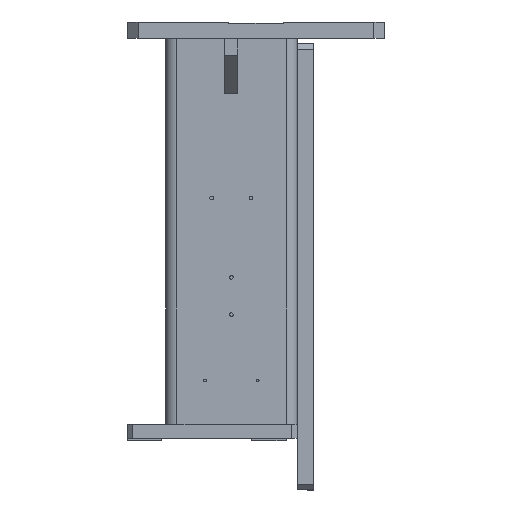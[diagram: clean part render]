
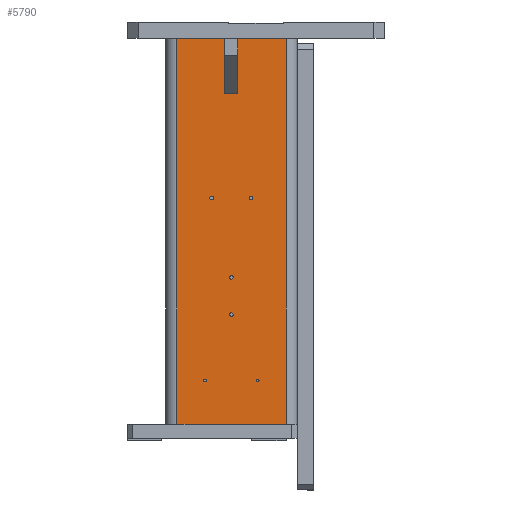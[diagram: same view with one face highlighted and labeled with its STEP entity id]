
A CAD part, front view. The second image highlights one B-rep face of the part: STEP entity #5790.
In plain terms, the highlighted planar face has unit normal (0, -1, 0).
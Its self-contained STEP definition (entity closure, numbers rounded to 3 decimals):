
#20 = CARTESIAN_POINT ( 'NONE',  ( 50., -388., 0. ) ) ;
#52 = CARTESIAN_POINT ( 'NONE',  ( 18., -388., -145.5 ) ) ;
#61 = FACE_BOUND ( 'NONE', #3835, .T. ) ;
#111 = VECTOR ( 'NONE', #4589, 1000. ) ;
#210 = CARTESIAN_POINT ( 'NONE',  ( -24., -388., -312. ) ) ;
#220 = CARTESIAN_POINT ( 'NONE',  ( -18., -388., -145.5 ) ) ;
#393 = VERTEX_POINT ( 'NONE', #6616 ) ;
#402 = CARTESIAN_POINT ( 'NONE',  ( -50., -388., -352. ) ) ;
#480 = VERTEX_POINT ( 'NONE', #3407 ) ;
#504 = EDGE_LOOP ( 'NONE', ( #6221, #5311 ) ) ;
#524 = AXIS2_PLACEMENT_3D ( 'NONE', #2200, #6823, #2879 ) ;
#583 = DIRECTION ( 'NONE',  ( 0., -1., 0. ) ) ;
#641 = AXIS2_PLACEMENT_3D ( 'NONE', #6949, #3008, #7606 ) ;
#756 = DIRECTION ( 'NONE',  ( 0., 0., -1. ) ) ;
#765 = CARTESIAN_POINT ( 'NONE',  ( -50., -388., 0. ) ) ;
#785 = VECTOR ( 'NONE', #2115, 1000. ) ;
#900 = DIRECTION ( 'NONE',  ( 0., 0., -1. ) ) ;
#914 = DIRECTION ( 'NONE',  ( 0., 0., -1. ) ) ;
#928 = DIRECTION ( 'NONE',  ( 0., -1., 0. ) ) ;
#943 = CARTESIAN_POINT ( 'NONE',  ( -18., -388., -145.5 ) ) ;
#963 = EDGE_CURVE ( 'NONE', #8357, #1148, #5238, .T. ) ;
#1052 = EDGE_CURVE ( 'NONE', #1148, #8357, #4838, .T. ) ;
#1058 = ORIENTED_EDGE ( 'NONE', *, *, #1837, .F. ) ;
#1071 = VERTEX_POINT ( 'NONE', #4331 ) ;
#1148 = VERTEX_POINT ( 'NONE', #3862 ) ;
#1198 = VERTEX_POINT ( 'NONE', #7184 ) ;
#1291 = CIRCLE ( 'NONE', #1460, 1.65 ) ;
#1402 = VECTOR ( 'NONE', #6391, 1000. ) ;
#1441 = CARTESIAN_POINT ( 'NONE',  ( 18., -388., -145.5 ) ) ;
#1454 = FACE_BOUND ( 'NONE', #7845, .T. ) ;
#1460 = AXIS2_PLACEMENT_3D ( 'NONE', #52, #4739, #756 ) ;
#1505 = DIRECTION ( 'NONE',  ( 0., 0., 1. ) ) ;
#1578 = EDGE_CURVE ( 'NONE', #5418, #5966, #2658, .T. ) ;
#1612 = DIRECTION ( 'NONE',  ( 0., 0., -1. ) ) ;
#1780 = AXIS2_PLACEMENT_3D ( 'NONE', #2453, #7072, #3141 ) ;
#1837 = EDGE_CURVE ( 'NONE', #1071, #8474, #7795, .T. ) ;
#1864 = DIRECTION ( 'NONE',  ( 0., -1., 0. ) ) ;
#1971 = EDGE_CURVE ( 'NONE', #2627, #480, #6560, .T. ) ;
#2114 = DIRECTION ( 'NONE',  ( 0., 0., -1. ) ) ;
#2115 = DIRECTION ( 'NONE',  ( -1., 0., 0. ) ) ;
#2200 = CARTESIAN_POINT ( 'NONE',  ( 0., -388., -252. ) ) ;
#2260 = AXIS2_PLACEMENT_3D ( 'NONE', #943, #5572, #1612 ) ;
#2278 = ORIENTED_EDGE ( 'NONE', *, *, #7594, .T. ) ;
#2285 = VERTEX_POINT ( 'NONE', #2568 ) ;
#2331 = DIRECTION ( 'NONE',  ( 0., -1., 0. ) ) ;
#2439 = CARTESIAN_POINT ( 'NONE',  ( -24., -388., -310.75 ) ) ;
#2453 = CARTESIAN_POINT ( 'NONE',  ( 0., -388., -218. ) ) ;
#2471 = EDGE_LOOP ( 'NONE', ( #2738, #4913 ) ) ;
#2549 = CIRCLE ( 'NONE', #8097, 1.65 ) ;
#2561 = CARTESIAN_POINT ( 'NONE',  ( 18., -388., -143.85 ) ) ;
#2568 = CARTESIAN_POINT ( 'NONE',  ( -50., -388., 0. ) ) ;
#2605 = ORIENTED_EDGE ( 'NONE', *, *, #6835, .F. ) ;
#2619 = CARTESIAN_POINT ( 'NONE',  ( -50., -388., -352. ) ) ;
#2627 = VERTEX_POINT ( 'NONE', #5591 ) ;
#2658 = CIRCLE ( 'NONE', #641, 1.25 ) ;
#2698 = ORIENTED_EDGE ( 'NONE', *, *, #3133, .F. ) ;
#2738 = ORIENTED_EDGE ( 'NONE', *, *, #5544, .F. ) ;
#2786 = LINE ( 'NONE', #765, #785 ) ;
#2879 = DIRECTION ( 'NONE',  ( 0., 0., -1. ) ) ;
#3008 = DIRECTION ( 'NONE',  ( 0., -1., 0. ) ) ;
#3133 = EDGE_CURVE ( 'NONE', #5386, #2285, #6012, .T. ) ;
#3141 = DIRECTION ( 'NONE',  ( 0., 0., -1. ) ) ;
#3167 = DIRECTION ( 'NONE',  ( -1., 0., 0. ) ) ;
#3179 = LINE ( 'NONE', #402, #1402 ) ;
#3217 = ORIENTED_EDGE ( 'NONE', *, *, #1578, .F. ) ;
#3230 = FACE_BOUND ( 'NONE', #504, .T. ) ;
#3270 = CARTESIAN_POINT ( 'NONE',  ( 50., -388., -352. ) ) ;
#3289 = AXIS2_PLACEMENT_3D ( 'NONE', #4592, #583, #5235 ) ;
#3375 = CARTESIAN_POINT ( 'NONE',  ( 0., -388., -253.65 ) ) ;
#3407 = CARTESIAN_POINT ( 'NONE',  ( -18., -388., -147.15 ) ) ;
#3729 = CIRCLE ( 'NONE', #6423, 1.25 ) ;
#3808 = CARTESIAN_POINT ( 'NONE',  ( 50., -388., -352. ) ) ;
#3835 = EDGE_LOOP ( 'NONE', ( #6409, #4298 ) ) ;
#3847 = AXIS2_PLACEMENT_3D ( 'NONE', #210, #4885, #900 ) ;
#3862 = CARTESIAN_POINT ( 'NONE',  ( -24., -388., -313.25 ) ) ;
#4080 = ORIENTED_EDGE ( 'NONE', *, *, #8345, .F. ) ;
#4166 = CARTESIAN_POINT ( 'NONE',  ( -50., -388., -352. ) ) ;
#4270 = VECTOR ( 'NONE', #1505, 1000. ) ;
#4298 = ORIENTED_EDGE ( 'NONE', *, *, #963, .F. ) ;
#4331 = CARTESIAN_POINT ( 'NONE',  ( 18., -388., -147.15 ) ) ;
#4377 = CARTESIAN_POINT ( 'NONE',  ( 0., -388., -216.35 ) ) ;
#4440 = AXIS2_PLACEMENT_3D ( 'NONE', #5781, #7104, #3167 ) ;
#4589 = DIRECTION ( 'NONE',  ( 0., 0., 1. ) ) ;
#4592 = CARTESIAN_POINT ( 'NONE',  ( 0., -388., -218. ) ) ;
#4739 = DIRECTION ( 'NONE',  ( 0., -1., 0. ) ) ;
#4788 = EDGE_CURVE ( 'NONE', #393, #5194, #8324, .T. ) ;
#4838 = CIRCLE ( 'NONE', #6921, 1.25 ) ;
#4885 = DIRECTION ( 'NONE',  ( 0., -1., 0. ) ) ;
#4898 = DIRECTION ( 'NONE',  ( 0., -1., 0. ) ) ;
#4907 = CARTESIAN_POINT ( 'NONE',  ( 24., -388., -312. ) ) ;
#4913 = ORIENTED_EDGE ( 'NONE', *, *, #1971, .F. ) ;
#4971 = FACE_BOUND ( 'NONE', #7495, .T. ) ;
#5032 = AXIS2_PLACEMENT_3D ( 'NONE', #220, #4898, #914 ) ;
#5077 = AXIS2_PLACEMENT_3D ( 'NONE', #1441, #6069, #2114 ) ;
#5106 = PLANE ( 'NONE',  #4440 ) ;
#5194 = VERTEX_POINT ( 'NONE', #4377 ) ;
#5235 = DIRECTION ( 'NONE',  ( 0., 0., -1. ) ) ;
#5238 = CIRCLE ( 'NONE', #3847, 1.25 ) ;
#5269 = VERTEX_POINT ( 'NONE', #3808 ) ;
#5281 = ORIENTED_EDGE ( 'NONE', *, *, #8490, .T. ) ;
#5311 = ORIENTED_EDGE ( 'NONE', *, *, #5745, .F. ) ;
#5349 = CIRCLE ( 'NONE', #5032, 1.65 ) ;
#5386 = VERTEX_POINT ( 'NONE', #2619 ) ;
#5409 = EDGE_LOOP ( 'NONE', ( #2278, #2698, #4080, #5281 ) ) ;
#5418 = VERTEX_POINT ( 'NONE', #7261 ) ;
#5433 = LINE ( 'NONE', #3270, #111 ) ;
#5544 = EDGE_CURVE ( 'NONE', #480, #2627, #5349, .T. ) ;
#5558 = DIRECTION ( 'NONE',  ( 0., 0., -1. ) ) ;
#5572 = DIRECTION ( 'NONE',  ( 0., -1., 0. ) ) ;
#5591 = CARTESIAN_POINT ( 'NONE',  ( -18., -388., -143.85 ) ) ;
#5745 = EDGE_CURVE ( 'NONE', #5194, #393, #6932, .T. ) ;
#5781 = CARTESIAN_POINT ( 'NONE',  ( -50., -388., -352. ) ) ;
#5790 = ADVANCED_FACE ( 'NONE', ( #6734, #61, #4971, #3230, #1454, #8255, #6507 ), #5106, .F. ) ;
#5827 = CARTESIAN_POINT ( 'NONE',  ( 0., -388., -252. ) ) ;
#5966 = VERTEX_POINT ( 'NONE', #6432 ) ;
#6012 = LINE ( 'NONE', #4166, #4270 ) ;
#6069 = DIRECTION ( 'NONE',  ( 0., -1., 0. ) ) ;
#6179 = EDGE_CURVE ( 'NONE', #1198, #7532, #6501, .T. ) ;
#6221 = ORIENTED_EDGE ( 'NONE', *, *, #4788, .F. ) ;
#6274 = CARTESIAN_POINT ( 'NONE',  ( -24., -388., -312. ) ) ;
#6391 = DIRECTION ( 'NONE',  ( -1., 0., 0. ) ) ;
#6409 = ORIENTED_EDGE ( 'NONE', *, *, #1052, .F. ) ;
#6423 = AXIS2_PLACEMENT_3D ( 'NONE', #4907, #928, #5558 ) ;
#6432 = CARTESIAN_POINT ( 'NONE',  ( 24., -388., -313.25 ) ) ;
#6471 = DIRECTION ( 'NONE',  ( 0., 0., -1. ) ) ;
#6501 = CIRCLE ( 'NONE', #524, 1.65 ) ;
#6507 = FACE_OUTER_BOUND ( 'NONE', #5409, .T. ) ;
#6509 = EDGE_LOOP ( 'NONE', ( #2605, #3217 ) ) ;
#6560 = CIRCLE ( 'NONE', #2260, 1.65 ) ;
#6616 = CARTESIAN_POINT ( 'NONE',  ( 0., -388., -219.65 ) ) ;
#6628 = ORIENTED_EDGE ( 'NONE', *, *, #6179, .F. ) ;
#6734 = FACE_BOUND ( 'NONE', #6509, .T. ) ;
#6823 = DIRECTION ( 'NONE',  ( 0., -1., 0. ) ) ;
#6835 = EDGE_CURVE ( 'NONE', #5966, #5418, #3729, .T. ) ;
#6921 = AXIS2_PLACEMENT_3D ( 'NONE', #6274, #2331, #6951 ) ;
#6932 = CIRCLE ( 'NONE', #1780, 1.65 ) ;
#6949 = CARTESIAN_POINT ( 'NONE',  ( 24., -388., -312. ) ) ;
#6951 = DIRECTION ( 'NONE',  ( 0., 0., -1. ) ) ;
#7072 = DIRECTION ( 'NONE',  ( 0., -1., 0. ) ) ;
#7104 = DIRECTION ( 'NONE',  ( 0., 1., 0. ) ) ;
#7184 = CARTESIAN_POINT ( 'NONE',  ( 0., -388., -250.35 ) ) ;
#7261 = CARTESIAN_POINT ( 'NONE',  ( 24., -388., -310.75 ) ) ;
#7389 = ORIENTED_EDGE ( 'NONE', *, *, #8146, .F. ) ;
#7495 = EDGE_LOOP ( 'NONE', ( #7968, #6628 ) ) ;
#7532 = VERTEX_POINT ( 'NONE', #3375 ) ;
#7594 = EDGE_CURVE ( 'NONE', #8150, #2285, #2786, .T. ) ;
#7606 = DIRECTION ( 'NONE',  ( 0., 0., -1. ) ) ;
#7795 = CIRCLE ( 'NONE', #5077, 1.65 ) ;
#7845 = EDGE_LOOP ( 'NONE', ( #1058, #7389 ) ) ;
#7968 = ORIENTED_EDGE ( 'NONE', *, *, #8409, .F. ) ;
#8097 = AXIS2_PLACEMENT_3D ( 'NONE', #5827, #1864, #6471 ) ;
#8146 = EDGE_CURVE ( 'NONE', #8474, #1071, #1291, .T. ) ;
#8150 = VERTEX_POINT ( 'NONE', #20 ) ;
#8255 = FACE_BOUND ( 'NONE', #2471, .T. ) ;
#8324 = CIRCLE ( 'NONE', #3289, 1.65 ) ;
#8345 = EDGE_CURVE ( 'NONE', #5269, #5386, #3179, .T. ) ;
#8357 = VERTEX_POINT ( 'NONE', #2439 ) ;
#8409 = EDGE_CURVE ( 'NONE', #7532, #1198, #2549, .T. ) ;
#8474 = VERTEX_POINT ( 'NONE', #2561 ) ;
#8490 = EDGE_CURVE ( 'NONE', #5269, #8150, #5433, .T. ) ;
